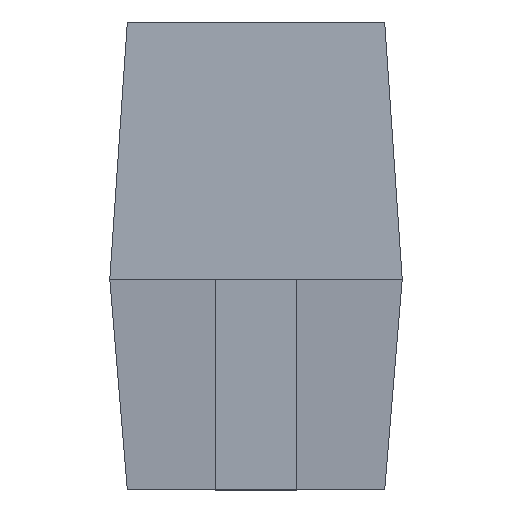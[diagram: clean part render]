
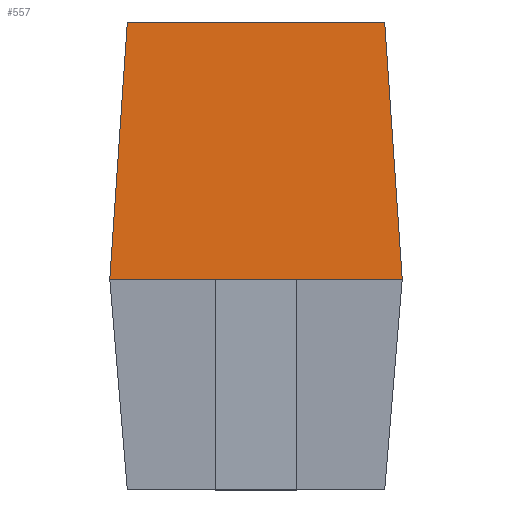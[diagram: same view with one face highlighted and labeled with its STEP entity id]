
A CAD part, front view. The second image highlights one B-rep face of the part: STEP entity #557.
In plain terms, the highlighted free-form (B-spline) face has degree [1, 1] with [2, 2] control points.
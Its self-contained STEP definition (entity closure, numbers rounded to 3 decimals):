
#143 = B_SPLINE_SURFACE_WITH_KNOTS('',1,1,(
    (#144,#145)
    ,(#146,#147
    )),.UNSPECIFIED.,.F.,.F.,.F.,(2,2),(2,2),(0.,1.25),(0.,1.),
  .PIECEWISE_BEZIER_KNOTS.);
#144 = CARTESIAN_POINT('',(0.55,-0.85,0.));
#145 = CARTESIAN_POINT('',(0.625,-0.9,0.9));
#146 = CARTESIAN_POINT('',(-0.55,-0.85,0.));
#147 = CARTESIAN_POINT('',(-0.625,-0.9,0.9));
#258 = VERTEX_POINT('',#259);
#259 = CARTESIAN_POINT('',(0.625,-0.9,0.9));
#293 = B_SPLINE_SURFACE_WITH_KNOTS('',1,1,(
    (#294,#295)
    ,(#296,#297
  )),.UNSPECIFIED.,.F.,.F.,.F.,(2,2),(2,2),(0.,1.8),(0.,1.),
  .PIECEWISE_BEZIER_KNOTS.);
#294 = CARTESIAN_POINT('',(0.625,0.9,0.9));
#295 = CARTESIAN_POINT('',(0.55,0.85,2.));
#296 = CARTESIAN_POINT('',(0.625,-0.9,0.9));
#297 = CARTESIAN_POINT('',(0.55,-0.85,2.));
#311 = VERTEX_POINT('',#312);
#312 = CARTESIAN_POINT('',(-0.625,-0.9,0.9));
#332 = EDGE_CURVE('',#258,#311,#333,.T.);
#333 = SURFACE_CURVE('',#334,(#338,#345),.PCURVE_S1.);
#334 = LINE('',#335,#336);
#335 = CARTESIAN_POINT('',(0.625,-0.9,0.9));
#336 = VECTOR('',#337,1.);
#337 = DIRECTION('',(-1.,0.,0.));
#338 = PCURVE('',#143,#339);
#339 = DEFINITIONAL_REPRESENTATION('',(#340),#344);
#340 = LINE('',#341,#342);
#341 = CARTESIAN_POINT('',(0.,1.));
#342 = VECTOR('',#343,1.);
#343 = DIRECTION('',(1.,0.));
#344 = ( GEOMETRIC_REPRESENTATION_CONTEXT(2) 
PARAMETRIC_REPRESENTATION_CONTEXT() REPRESENTATION_CONTEXT('2D SPACE',''
  ) );
#345 = PCURVE('',#346,#351);
#346 = B_SPLINE_SURFACE_WITH_KNOTS('',1,1,(
    (#347,#348)
    ,(#349,#350
    )),.UNSPECIFIED.,.F.,.F.,.F.,(2,2),(2,2),(0.,1.25),(0.,1.),
  .PIECEWISE_BEZIER_KNOTS.);
#347 = CARTESIAN_POINT('',(0.625,-0.9,0.9));
#348 = CARTESIAN_POINT('',(0.55,-0.85,2.));
#349 = CARTESIAN_POINT('',(-0.625,-0.9,0.9));
#350 = CARTESIAN_POINT('',(-0.55,-0.85,2.));
#351 = DEFINITIONAL_REPRESENTATION('',(#352),#356);
#352 = LINE('',#353,#354);
#353 = CARTESIAN_POINT('',(0.,0.));
#354 = VECTOR('',#355,1.);
#355 = DIRECTION('',(1.,0.));
#356 = ( GEOMETRIC_REPRESENTATION_CONTEXT(2) 
PARAMETRIC_REPRESENTATION_CONTEXT() REPRESENTATION_CONTEXT('2D SPACE',''
  ) );
#378 = B_SPLINE_SURFACE_WITH_KNOTS('',1,1,(
    (#379,#380)
    ,(#381,#382
  )),.UNSPECIFIED.,.F.,.F.,.F.,(2,2),(2,2),(0.,1.8),(0.,1.),
  .PIECEWISE_BEZIER_KNOTS.);
#379 = CARTESIAN_POINT('',(-0.625,-0.9,0.9));
#380 = CARTESIAN_POINT('',(-0.55,-0.85,2.));
#381 = CARTESIAN_POINT('',(-0.625,0.9,0.9));
#382 = CARTESIAN_POINT('',(-0.55,0.85,2.));
#432 = PLANE('',#433);
#433 = AXIS2_PLACEMENT_3D('',#434,#435,#436);
#434 = CARTESIAN_POINT('',(0.,0.,2.));
#435 = DIRECTION('',(-0.,-0.,-1.));
#436 = DIRECTION('',(-1.,0.,0.));
#469 = VERTEX_POINT('',#470);
#470 = CARTESIAN_POINT('',(0.55,-0.85,2.));
#490 = EDGE_CURVE('',#469,#491,#493,.T.);
#491 = VERTEX_POINT('',#492);
#492 = CARTESIAN_POINT('',(-0.55,-0.85,2.));
#493 = SURFACE_CURVE('',#494,(#498,#505),.PCURVE_S1.);
#494 = LINE('',#495,#496);
#495 = CARTESIAN_POINT('',(0.55,-0.85,2.));
#496 = VECTOR('',#497,1.);
#497 = DIRECTION('',(-1.,0.,0.));
#498 = PCURVE('',#432,#499);
#499 = DEFINITIONAL_REPRESENTATION('',(#500),#504);
#500 = LINE('',#501,#502);
#501 = CARTESIAN_POINT('',(-0.55,-0.85));
#502 = VECTOR('',#503,1.);
#503 = DIRECTION('',(1.,0.));
#504 = ( GEOMETRIC_REPRESENTATION_CONTEXT(2) 
PARAMETRIC_REPRESENTATION_CONTEXT() REPRESENTATION_CONTEXT('2D SPACE',''
  ) );
#505 = PCURVE('',#346,#506);
#506 = DEFINITIONAL_REPRESENTATION('',(#507),#510);
#507 = B_SPLINE_CURVE_WITH_KNOTS('',1,(#508,#509),.UNSPECIFIED.,.F.,.F.,
  (2,2),(0.,1.1),.PIECEWISE_BEZIER_KNOTS.);
#508 = CARTESIAN_POINT('',(0.,1.));
#509 = CARTESIAN_POINT('',(1.25,1.));
#510 = ( GEOMETRIC_REPRESENTATION_CONTEXT(2) 
PARAMETRIC_REPRESENTATION_CONTEXT() REPRESENTATION_CONTEXT('2D SPACE',''
  ) );
#536 = EDGE_CURVE('',#258,#469,#537,.T.);
#537 = SURFACE_CURVE('',#538,(#541,#548),.PCURVE_S1.);
#538 = B_SPLINE_CURVE_WITH_KNOTS('',1,(#539,#540),.UNSPECIFIED.,.F.,.F.,
  (2,2),(0.,1.),.PIECEWISE_BEZIER_KNOTS.);
#539 = CARTESIAN_POINT('',(0.625,-0.9,0.9));
#540 = CARTESIAN_POINT('',(0.55,-0.85,2.));
#541 = PCURVE('',#293,#542);
#542 = DEFINITIONAL_REPRESENTATION('',(#543),#547);
#543 = LINE('',#544,#545);
#544 = CARTESIAN_POINT('',(1.8,0.));
#545 = VECTOR('',#546,1.);
#546 = DIRECTION('',(0.,1.));
#547 = ( GEOMETRIC_REPRESENTATION_CONTEXT(2) 
PARAMETRIC_REPRESENTATION_CONTEXT() REPRESENTATION_CONTEXT('2D SPACE',''
  ) );
#548 = PCURVE('',#346,#549);
#549 = DEFINITIONAL_REPRESENTATION('',(#550),#554);
#550 = LINE('',#551,#552);
#551 = CARTESIAN_POINT('',(0.,0.));
#552 = VECTOR('',#553,1.);
#553 = DIRECTION('',(0.,1.));
#554 = ( GEOMETRIC_REPRESENTATION_CONTEXT(2) 
PARAMETRIC_REPRESENTATION_CONTEXT() REPRESENTATION_CONTEXT('2D SPACE',''
  ) );
#557 = ADVANCED_FACE('',(#558),#346,.F.);
#558 = FACE_BOUND('',#559,.F.);
#559 = EDGE_LOOP('',(#560,#561,#581,#582));
#560 = ORIENTED_EDGE('',*,*,#332,.T.);
#561 = ORIENTED_EDGE('',*,*,#562,.T.);
#562 = EDGE_CURVE('',#311,#491,#563,.T.);
#563 = SURFACE_CURVE('',#564,(#567,#574),.PCURVE_S1.);
#564 = B_SPLINE_CURVE_WITH_KNOTS('',1,(#565,#566),.UNSPECIFIED.,.F.,.F.,
  (2,2),(0.,1.),.PIECEWISE_BEZIER_KNOTS.);
#565 = CARTESIAN_POINT('',(-0.625,-0.9,0.9));
#566 = CARTESIAN_POINT('',(-0.55,-0.85,2.));
#567 = PCURVE('',#346,#568);
#568 = DEFINITIONAL_REPRESENTATION('',(#569),#573);
#569 = LINE('',#570,#571);
#570 = CARTESIAN_POINT('',(1.25,0.));
#571 = VECTOR('',#572,1.);
#572 = DIRECTION('',(0.,1.));
#573 = ( GEOMETRIC_REPRESENTATION_CONTEXT(2) 
PARAMETRIC_REPRESENTATION_CONTEXT() REPRESENTATION_CONTEXT('2D SPACE',''
  ) );
#574 = PCURVE('',#378,#575);
#575 = DEFINITIONAL_REPRESENTATION('',(#576),#580);
#576 = LINE('',#577,#578);
#577 = CARTESIAN_POINT('',(0.,0.));
#578 = VECTOR('',#579,1.);
#579 = DIRECTION('',(0.,1.));
#580 = ( GEOMETRIC_REPRESENTATION_CONTEXT(2) 
PARAMETRIC_REPRESENTATION_CONTEXT() REPRESENTATION_CONTEXT('2D SPACE',''
  ) );
#581 = ORIENTED_EDGE('',*,*,#490,.F.);
#582 = ORIENTED_EDGE('',*,*,#536,.F.);
